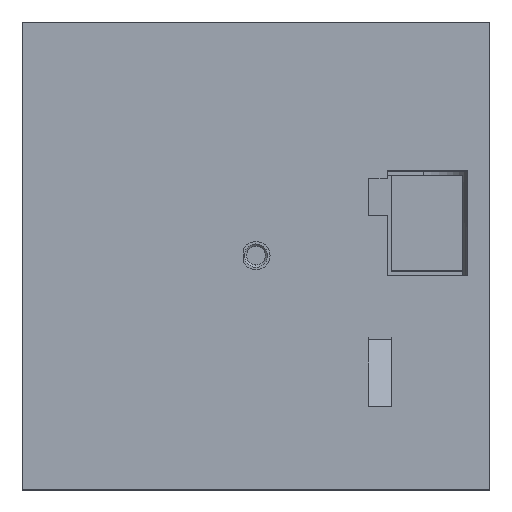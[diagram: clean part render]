
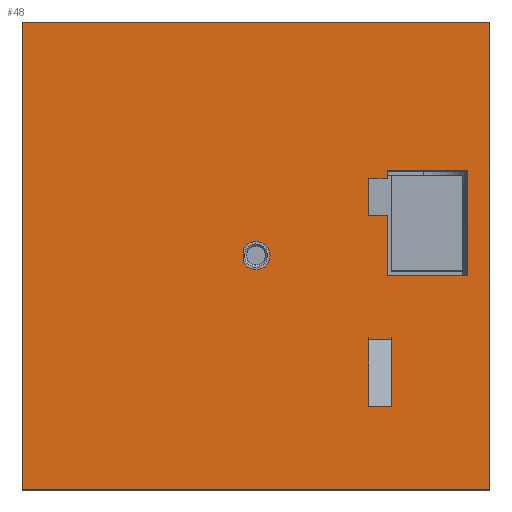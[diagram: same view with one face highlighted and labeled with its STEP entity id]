
A CAD part, top view. The second image highlights one B-rep face of the part: STEP entity #48.
In plain terms, the highlighted planar face has unit normal (0, 0, 1).
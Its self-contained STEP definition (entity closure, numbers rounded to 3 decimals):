
#48=ADVANCED_FACE('',(#1290,#1292,#1294,#1296),#1298,.T.);
#1290=FACE_BOUND('',#1291,.T.);
#1291=EDGE_LOOP('',(#11946,#11947,#11948,#11949));
#1292=FACE_BOUND('',#1293,.T.);
#1293=EDGE_LOOP('',(#11950,#11951,#11952,#11953,#11954,#11955,#11956,#11957));
#1294=FACE_BOUND('',#1295,.T.);
#1295=EDGE_LOOP('',(#11958,#11959));
#1296=FACE_BOUND('',#1297,.T.);
#1297=EDGE_LOOP('',(#11960,#11961,#11962,#11963));
#1298=PLANE('',#1299);
#1299=AXIS2_PLACEMENT_3D('',#1300,#1301,#1302);
#1300=CARTESIAN_POINT('',(-22.297,-17.765,22.497));
#1301=DIRECTION('',(0.,0.,1.));
#1302=DIRECTION('',(-1.,0.,0.));
#11946=ORIENTED_EDGE('',*,*,#12676,.T.);
#11947=ORIENTED_EDGE('',*,*,#12677,.T.);
#11948=ORIENTED_EDGE('',*,*,#12678,.T.);
#11949=ORIENTED_EDGE('',*,*,#12679,.T.);
#11950=ORIENTED_EDGE('',*,*,#12680,.T.);
#11951=ORIENTED_EDGE('',*,*,#12681,.T.);
#11952=ORIENTED_EDGE('',*,*,#12682,.T.);
#11953=ORIENTED_EDGE('',*,*,#12683,.T.);
#11954=ORIENTED_EDGE('',*,*,#12684,.T.);
#11955=ORIENTED_EDGE('',*,*,#12685,.T.);
#11956=ORIENTED_EDGE('',*,*,#12686,.T.);
#11957=ORIENTED_EDGE('',*,*,#12687,.T.);
#11958=ORIENTED_EDGE('',*,*,#12688,.T.);
#11959=ORIENTED_EDGE('',*,*,#12689,.T.);
#11960=ORIENTED_EDGE('',*,*,#12690,.T.);
#11961=ORIENTED_EDGE('',*,*,#12691,.T.);
#11962=ORIENTED_EDGE('',*,*,#12692,.T.);
#11963=ORIENTED_EDGE('',*,*,#12693,.T.);
#12676=EDGE_CURVE('',#13041,#13042,#13043,.T.);
#12677=EDGE_CURVE('',#13042,#13044,#13045,.T.);
#12678=EDGE_CURVE('',#13044,#13046,#13047,.T.);
#12679=EDGE_CURVE('',#13046,#13041,#13048,.T.);
#12680=EDGE_CURVE('',#13049,#13050,#13051,.F.);
#12681=EDGE_CURVE('',#13050,#13052,#13053,.F.);
#12682=EDGE_CURVE('',#13052,#13054,#13055,.F.);
#12683=EDGE_CURVE('',#13054,#13056,#13057,.F.);
#12684=EDGE_CURVE('',#13056,#13058,#13059,.F.);
#12685=EDGE_CURVE('',#13058,#13060,#13061,.F.);
#12686=EDGE_CURVE('',#13060,#13062,#13063,.F.);
#12687=EDGE_CURVE('',#13062,#13049,#13064,.F.);
#12688=EDGE_CURVE('',#13065,#13066,#13067,.T.);
#12689=EDGE_CURVE('',#13066,#13065,#13068,.T.);
#12690=EDGE_CURVE('',#13069,#13070,#13071,.F.);
#12691=EDGE_CURVE('',#13070,#13072,#13073,.F.);
#12692=EDGE_CURVE('',#13072,#13074,#13075,.F.);
#12693=EDGE_CURVE('',#13074,#13069,#13076,.F.);
#13041=VERTEX_POINT('',#13664);
#13042=VERTEX_POINT('',#13665);
#13043=LINE('',#13666,#13667);
#13044=VERTEX_POINT('',#13669);
#13045=LINE('',#13670,#13671);
#13046=VERTEX_POINT('',#13673);
#13047=LINE('',#13674,#13675);
#13048=LINE('',#13677,#13678);
#13049=VERTEX_POINT('',#13680);
#13050=VERTEX_POINT('',#13681);
#13051=LINE('',#13682,#13683);
#13052=VERTEX_POINT('',#13685);
#13053=LINE('',#13686,#13687);
#13054=VERTEX_POINT('',#13689);
#13055=LINE('',#13690,#13691);
#13056=VERTEX_POINT('',#13693);
#13057=LINE('',#13694,#13695);
#13058=VERTEX_POINT('',#13697);
#13059=LINE('',#13698,#13699);
#13060=VERTEX_POINT('',#13701);
#13061=LINE('',#13702,#13703);
#13062=VERTEX_POINT('',#13705);
#13063=LINE('',#13706,#13707);
#13064=LINE('',#13709,#13710);
#13065=VERTEX_POINT('',#13712);
#13066=VERTEX_POINT('',#13713);
#13067=CIRCLE('',#13714,3.);
#13068=LINE('',#13718,#13719);
#13069=VERTEX_POINT('',#13721);
#13070=VERTEX_POINT('',#13722);
#13071=LINE('',#13723,#13724);
#13072=VERTEX_POINT('',#13726);
#13073=LINE('',#13727,#13728);
#13074=VERTEX_POINT('',#13730);
#13075=LINE('',#13731,#13732);
#13076=LINE('',#13734,#13735);
#13664=CARTESIAN_POINT('',(-47.297,-48.865,22.497));
#13665=CARTESIAN_POINT('',(52.703,-48.865,22.497));
#13666=CARTESIAN_POINT('',(-47.297,-48.865,22.497));
#13667=VECTOR('',#13668,1.);
#13668=DIRECTION('',(1.,0.,0.));
#13669=CARTESIAN_POINT('',(52.703,51.135,22.497));
#13670=CARTESIAN_POINT('',(52.703,-48.865,22.497));
#13671=VECTOR('',#13672,1.);
#13672=DIRECTION('',(0.,1.,0.));
#13673=CARTESIAN_POINT('',(-47.297,51.135,22.497));
#13674=CARTESIAN_POINT('',(52.703,51.135,22.497));
#13675=VECTOR('',#13676,1.);
#13676=DIRECTION('',(-1.,0.,0.));
#13677=CARTESIAN_POINT('',(-47.297,51.135,22.497));
#13678=VECTOR('',#13679,1.);
#13679=DIRECTION('',(0.,-1.,0.));
#13680=CARTESIAN_POINT('',(30.803,17.635,22.497));
#13681=CARTESIAN_POINT('',(30.803,19.246,22.497));
#13682=CARTESIAN_POINT('',(30.803,19.246,22.497));
#13683=VECTOR('',#13684,1.);
#13684=DIRECTION('',(0.,-1.,0.));
#13685=CARTESIAN_POINT('',(48.003,19.246,22.497));
#13686=CARTESIAN_POINT('',(48.003,19.246,22.497));
#13687=VECTOR('',#13688,1.);
#13688=DIRECTION('',(-1.,0.,0.));
#13689=CARTESIAN_POINT('',(48.003,-3.154,22.497));
#13690=CARTESIAN_POINT('',(48.003,-3.154,22.497));
#13691=VECTOR('',#13692,1.);
#13692=DIRECTION('',(0.,1.,0.));
#13693=CARTESIAN_POINT('',(30.803,-3.154,22.497));
#13694=CARTESIAN_POINT('',(30.803,-3.154,22.497));
#13695=VECTOR('',#13696,1.);
#13696=DIRECTION('',(1.,0.,0.));
#13697=CARTESIAN_POINT('',(30.803,9.635,22.497));
#13698=CARTESIAN_POINT('',(30.803,9.635,22.497));
#13699=VECTOR('',#13700,1.);
#13700=DIRECTION('',(0.,-1.,0.));
#13701=CARTESIAN_POINT('',(26.803,9.635,22.497));
#13702=CARTESIAN_POINT('',(26.803,9.635,22.497));
#13703=VECTOR('',#13704,1.);
#13704=DIRECTION('',(1.,0.,0.));
#13705=CARTESIAN_POINT('',(26.803,17.635,22.497));
#13706=CARTESIAN_POINT('',(26.803,17.635,22.497));
#13707=VECTOR('',#13708,1.);
#13708=DIRECTION('',(0.,-1.,0.));
#13709=CARTESIAN_POINT('',(30.803,17.635,22.497));
#13710=VECTOR('',#13711,1.);
#13711=DIRECTION('',(-1.,0.,0.));
#13712=CARTESIAN_POINT('',(0.103,2.632,22.497));
#13713=CARTESIAN_POINT('',(0.103,-0.362,22.497));
#13714=AXIS2_PLACEMENT_3D('',#13715,#13716,#13717);
#13715=CARTESIAN_POINT('',(2.703,1.135,22.497));
#13716=DIRECTION('',(0.,0.,-1.));
#13717=DIRECTION('',(-0.867,0.499,0.));
#13718=CARTESIAN_POINT('',(0.103,-0.362,22.497));
#13719=VECTOR('',#13720,1.);
#13720=DIRECTION('',(0.,1.,0.));
#13721=CARTESIAN_POINT('',(26.803,-31.18,22.497));
#13722=CARTESIAN_POINT('',(26.803,-16.857,22.497));
#13723=CARTESIAN_POINT('',(26.803,-16.857,22.497));
#13724=VECTOR('',#13725,1.);
#13725=DIRECTION('',(0.,-1.,0.));
#13726=CARTESIAN_POINT('',(31.803,-16.857,22.497));
#13727=CARTESIAN_POINT('',(31.803,-16.857,22.497));
#13728=VECTOR('',#13729,1.);
#13729=DIRECTION('',(-1.,0.,0.));
#13730=CARTESIAN_POINT('',(31.803,-31.18,22.497));
#13731=CARTESIAN_POINT('',(31.803,-31.18,22.497));
#13732=VECTOR('',#13733,1.);
#13733=DIRECTION('',(0.,1.,0.));
#13734=CARTESIAN_POINT('',(26.803,-31.18,22.497));
#13735=VECTOR('',#13736,1.);
#13736=DIRECTION('',(1.,0.,0.));
